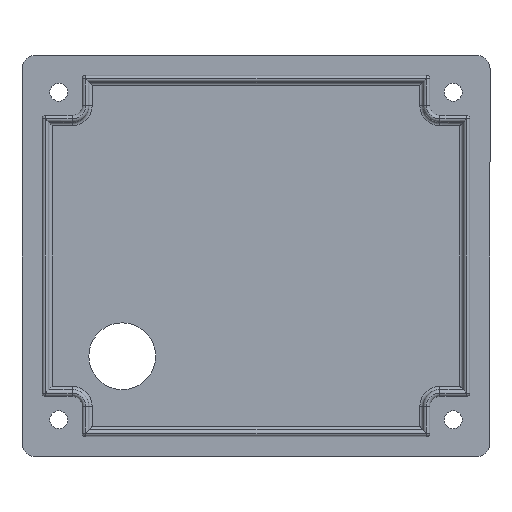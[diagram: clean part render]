
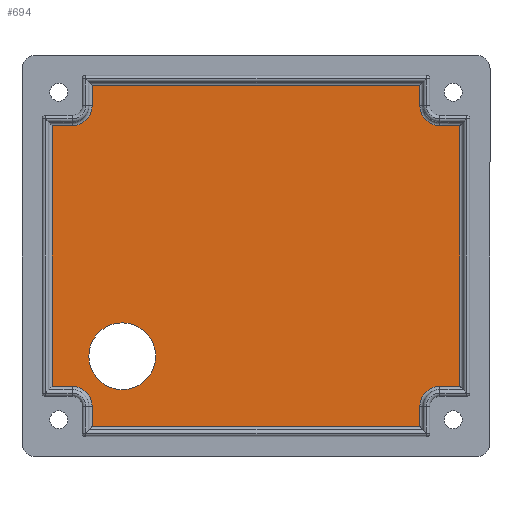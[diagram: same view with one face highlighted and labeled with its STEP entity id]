
A CAD part, front view. The second image highlights one B-rep face of the part: STEP entity #694.
In plain terms, the highlighted planar face has unit normal (0, -1, 0).
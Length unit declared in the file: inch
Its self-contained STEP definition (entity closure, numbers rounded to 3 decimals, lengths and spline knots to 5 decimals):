
#8 = DIRECTION ( 'NONE',  ( 1., 0., 0. ) ) ;
#11 = ORIENTED_EDGE ( 'NONE', *, *, #1738, .T. ) ;
#66 = CARTESIAN_POINT ( 'NONE',  ( 1.525, 0., -0.975 ) ) ;
#130 = ORIENTED_EDGE ( 'NONE', *, *, #3127, .T. ) ;
#131 = DIRECTION ( 'NONE',  ( 0., 0., 1. ) ) ;
#135 = CARTESIAN_POINT ( 'NONE',  ( -1., 0., -0.75 ) ) ;
#139 = CARTESIAN_POINT ( 'NONE',  ( -1.225, 0., -1.275 ) ) ;
#168 = EDGE_CURVE ( 'NONE', #2916, #1835, #1353, .T. ) ;
#255 = EDGE_CURVE ( 'NONE', #1615, #2995, #701, .T. ) ;
#261 = VECTOR ( 'NONE', #3162, 39.37008 ) ;
#321 = CIRCLE ( 'NONE', #497, 0.15 ) ;
#346 = VECTOR ( 'NONE', #1869, 39.37008 ) ;
#392 = LINE ( 'NONE', #1547, #3502 ) ;
#415 = DIRECTION ( 'NONE',  ( -1., 0., 0. ) ) ;
#416 = CARTESIAN_POINT ( 'NONE',  ( 1.225, 0., 1.275 ) ) ;
#422 = VERTEX_POINT ( 'NONE', #2278 ) ;
#439 = ORIENTED_EDGE ( 'NONE', *, *, #488, .T. ) ;
#485 = EDGE_CURVE ( 'NONE', #422, #1377, #2573, .T. ) ;
#488 = EDGE_CURVE ( 'NONE', #2995, #3479, #2227, .T. ) ;
#497 = AXIS2_PLACEMENT_3D ( 'NONE', #3246, #3002, #1007 ) ;
#502 = LINE ( 'NONE', #1343, #346 ) ;
#564 = AXIS2_PLACEMENT_3D ( 'NONE', #611, #927, #909 ) ;
#599 = DIRECTION ( 'NONE',  ( 0., 0., -1. ) ) ;
#611 = CARTESIAN_POINT ( 'NONE',  ( 1.375, 0., -1.125 ) ) ;
#634 = PLANE ( 'NONE',  #2753 ) ;
#646 = DIRECTION ( 'NONE',  ( 1., 0., 0. ) ) ;
#656 = DIRECTION ( 'NONE',  ( 0., -1., 0. ) ) ;
#662 = ORIENTED_EDGE ( 'NONE', *, *, #485, .T. ) ;
#691 = VERTEX_POINT ( 'NONE', #1728 ) ;
#694 = ADVANCED_FACE ( 'NONE', ( #1999, #2326 ), #634, .T. ) ;
#698 = CARTESIAN_POINT ( 'NONE',  ( -1.225, 0., -1.3 ) ) ;
#701 = LINE ( 'NONE', #2938, #1646 ) ;
#734 = DIRECTION ( 'NONE',  ( 0., 0., -1. ) ) ;
#777 = CARTESIAN_POINT ( 'NONE',  ( -1., 0., -1. ) ) ;
#791 = ORIENTED_EDGE ( 'NONE', *, *, #2428, .T. ) ;
#812 = CARTESIAN_POINT ( 'NONE',  ( 1.525, 0., 1. ) ) ;
#814 = EDGE_CURVE ( 'NONE', #1835, #2916, #2513, .T. ) ;
#847 = CARTESIAN_POINT ( 'NONE',  ( 1.25, 0., -1.275 ) ) ;
#869 = ORIENTED_EDGE ( 'NONE', *, *, #3426, .T. ) ;
#873 = CARTESIAN_POINT ( 'NONE',  ( 1.55, 0., -0.975 ) ) ;
#906 = CARTESIAN_POINT ( 'NONE',  ( -1.225, 0., -1.125 ) ) ;
#909 = DIRECTION ( 'NONE',  ( 0., 0., -1. ) ) ;
#927 = DIRECTION ( 'NONE',  ( 0., 1., 0. ) ) ;
#1006 = CARTESIAN_POINT ( 'NONE',  ( 1.375, 0., -0.975 ) ) ;
#1007 = DIRECTION ( 'NONE',  ( 0., 0., -1. ) ) ;
#1010 = DIRECTION ( 'NONE',  ( 0., -1., 0. ) ) ;
#1060 = VECTOR ( 'NONE', #1947, 39.37008 ) ;
#1132 = VERTEX_POINT ( 'NONE', #1006 ) ;
#1150 = LINE ( 'NONE', #873, #3515 ) ;
#1185 = ORIENTED_EDGE ( 'NONE', *, *, #814, .F. ) ;
#1188 = CARTESIAN_POINT ( 'NONE',  ( 1.375, 0., 1.125 ) ) ;
#1215 = VERTEX_POINT ( 'NONE', #139 ) ;
#1244 = LINE ( 'NONE', #698, #2563 ) ;
#1251 = CARTESIAN_POINT ( 'NONE',  ( -1., 0., -0.5 ) ) ;
#1252 = VECTOR ( 'NONE', #3400, 39.37008 ) ;
#1267 = VERTEX_POINT ( 'NONE', #1375 ) ;
#1331 = DIRECTION ( 'NONE',  ( 0., -1., 0. ) ) ;
#1343 = CARTESIAN_POINT ( 'NONE',  ( -1.525, 0., -1. ) ) ;
#1353 = CIRCLE ( 'NONE', #2578, 0.25 ) ;
#1361 = VERTEX_POINT ( 'NONE', #1917 ) ;
#1367 = VERTEX_POINT ( 'NONE', #3035 ) ;
#1375 = CARTESIAN_POINT ( 'NONE',  ( -1.525, 0., 0.975 ) ) ;
#1377 = VERTEX_POINT ( 'NONE', #1649 ) ;
#1405 = ORIENTED_EDGE ( 'NONE', *, *, #3210, .T. ) ;
#1421 = LINE ( 'NONE', #2545, #1453 ) ;
#1426 = LINE ( 'NONE', #2257, #1252 ) ;
#1428 = LINE ( 'NONE', #3387, #261 ) ;
#1452 = EDGE_CURVE ( 'NONE', #1132, #2725, #1150, .T. ) ;
#1453 = VECTOR ( 'NONE', #2529, 39.37008 ) ;
#1460 = VECTOR ( 'NONE', #1623, 39.37008 ) ;
#1547 = CARTESIAN_POINT ( 'NONE',  ( 1.225, 0., 1.3 ) ) ;
#1597 = DIRECTION ( 'NONE',  ( 0., 0., -1. ) ) ;
#1599 = DIRECTION ( 'NONE',  ( 0., 0., -1. ) ) ;
#1615 = VERTEX_POINT ( 'NONE', #3201 ) ;
#1623 = DIRECTION ( 'NONE',  ( 0., 0., 1. ) ) ;
#1646 = VECTOR ( 'NONE', #415, 39.37008 ) ;
#1649 = CARTESIAN_POINT ( 'NONE',  ( -1.375, 0., -0.975 ) ) ;
#1679 = CARTESIAN_POINT ( 'NONE',  ( 1.225, 0., -1.125 ) ) ;
#1720 = CARTESIAN_POINT ( 'NONE',  ( -1.225, 0., 1.275 ) ) ;
#1728 = CARTESIAN_POINT ( 'NONE',  ( 1.225, 0., -1.125 ) ) ;
#1738 = EDGE_CURVE ( 'NONE', #1215, #1367, #3641, .T. ) ;
#1757 = AXIS2_PLACEMENT_3D ( 'NONE', #2987, #1010, #1599 ) ;
#1816 = VECTOR ( 'NONE', #646, 39.37008 ) ;
#1835 = VERTEX_POINT ( 'NONE', #1251 ) ;
#1869 = DIRECTION ( 'NONE',  ( 0., 0., -1. ) ) ;
#1877 = ORIENTED_EDGE ( 'NONE', *, *, #3007, .T. ) ;
#1916 = ORIENTED_EDGE ( 'NONE', *, *, #168, .F. ) ;
#1917 = CARTESIAN_POINT ( 'NONE',  ( -1.225, 0., 1.125 ) ) ;
#1947 = DIRECTION ( 'NONE',  ( 1., 0., 0. ) ) ;
#1960 = EDGE_CURVE ( 'NONE', #1267, #422, #502, .T. ) ;
#1999 = FACE_BOUND ( 'NONE', #2440, .T. ) ;
#2081 = CARTESIAN_POINT ( 'NONE',  ( -1.375, 0., 0.975 ) ) ;
#2097 = DIRECTION ( 'NONE',  ( 0., 0., -1. ) ) ;
#2146 = CIRCLE ( 'NONE', #2617, 0.15 ) ;
#2158 = DIRECTION ( 'NONE',  ( 0., 1., 0. ) ) ;
#2183 = EDGE_CURVE ( 'NONE', #3612, #3123, #1421, .T. ) ;
#2190 = LINE ( 'NONE', #1679, #2380 ) ;
#2206 = CARTESIAN_POINT ( 'NONE',  ( 1.375, 0., 0.975 ) ) ;
#2227 = CIRCLE ( 'NONE', #3110, 0.15 ) ;
#2257 = CARTESIAN_POINT ( 'NONE',  ( -1.55, 0., 0.975 ) ) ;
#2278 = CARTESIAN_POINT ( 'NONE',  ( -1.525, 0., -0.975 ) ) ;
#2299 = DIRECTION ( 'NONE',  ( 0., 0., -1. ) ) ;
#2326 = FACE_OUTER_BOUND ( 'NONE', #3523, .T. ) ;
#2338 = EDGE_CURVE ( 'NONE', #1377, #3136, #2146, .T. ) ;
#2380 = VECTOR ( 'NONE', #3316, 39.37008 ) ;
#2428 = EDGE_CURVE ( 'NONE', #1361, #3634, #321, .T. ) ;
#2440 = EDGE_LOOP ( 'NONE', ( #1185, #1916 ) ) ;
#2513 = CIRCLE ( 'NONE', #1757, 0.25 ) ;
#2529 = DIRECTION ( 'NONE',  ( -1., 0., 0. ) ) ;
#2545 = CARTESIAN_POINT ( 'NONE',  ( -1.25, 0., 1.275 ) ) ;
#2548 = ORIENTED_EDGE ( 'NONE', *, *, #2338, .T. ) ;
#2563 = VECTOR ( 'NONE', #734, 39.37008 ) ;
#2573 = LINE ( 'NONE', #3163, #1816 ) ;
#2578 = AXIS2_PLACEMENT_3D ( 'NONE', #135, #1331, #2097 ) ;
#2617 = AXIS2_PLACEMENT_3D ( 'NONE', #3228, #2158, #1597 ) ;
#2644 = EDGE_CURVE ( 'NONE', #691, #1132, #2966, .T. ) ;
#2666 = ORIENTED_EDGE ( 'NONE', *, *, #2183, .T. ) ;
#2725 = VERTEX_POINT ( 'NONE', #66 ) ;
#2753 = AXIS2_PLACEMENT_3D ( 'NONE', #3486, #656, #599 ) ;
#2754 = ORIENTED_EDGE ( 'NONE', *, *, #255, .T. ) ;
#2885 = EDGE_CURVE ( 'NONE', #3136, #1215, #1244, .T. ) ;
#2903 = EDGE_CURVE ( 'NONE', #1367, #691, #2190, .T. ) ;
#2916 = VERTEX_POINT ( 'NONE', #777 ) ;
#2938 = CARTESIAN_POINT ( 'NONE',  ( 1.375, 0., 0.975 ) ) ;
#2966 = CIRCLE ( 'NONE', #564, 0.15 ) ;
#2987 = CARTESIAN_POINT ( 'NONE',  ( -1., 0., -0.75 ) ) ;
#2995 = VERTEX_POINT ( 'NONE', #2206 ) ;
#3002 = DIRECTION ( 'NONE',  ( 0., 1., 0. ) ) ;
#3007 = EDGE_CURVE ( 'NONE', #2725, #1615, #3333, .T. ) ;
#3035 = CARTESIAN_POINT ( 'NONE',  ( 1.225, 0., -1.275 ) ) ;
#3110 = AXIS2_PLACEMENT_3D ( 'NONE', #1188, #3143, #2299 ) ;
#3123 = VERTEX_POINT ( 'NONE', #1720 ) ;
#3127 = EDGE_CURVE ( 'NONE', #3123, #1361, #1428, .T. ) ;
#3136 = VERTEX_POINT ( 'NONE', #906 ) ;
#3143 = DIRECTION ( 'NONE',  ( 0., 1., 0. ) ) ;
#3162 = DIRECTION ( 'NONE',  ( 0., 0., -1. ) ) ;
#3163 = CARTESIAN_POINT ( 'NONE',  ( -1.375, 0., -0.975 ) ) ;
#3201 = CARTESIAN_POINT ( 'NONE',  ( 1.525, 0., 0.975 ) ) ;
#3210 = EDGE_CURVE ( 'NONE', #3479, #3612, #392, .T. ) ;
#3228 = CARTESIAN_POINT ( 'NONE',  ( -1.375, 0., -1.125 ) ) ;
#3246 = CARTESIAN_POINT ( 'NONE',  ( -1.375, 0., 1.125 ) ) ;
#3293 = ORIENTED_EDGE ( 'NONE', *, *, #1960, .T. ) ;
#3316 = DIRECTION ( 'NONE',  ( 0., 0., 1. ) ) ;
#3333 = LINE ( 'NONE', #812, #1460 ) ;
#3372 = ORIENTED_EDGE ( 'NONE', *, *, #1452, .T. ) ;
#3387 = CARTESIAN_POINT ( 'NONE',  ( -1.225, 0., 1.125 ) ) ;
#3400 = DIRECTION ( 'NONE',  ( -1., 0., 0. ) ) ;
#3426 = EDGE_CURVE ( 'NONE', #3634, #1267, #1426, .T. ) ;
#3434 = ORIENTED_EDGE ( 'NONE', *, *, #2903, .T. ) ;
#3436 = CARTESIAN_POINT ( 'NONE',  ( 1.225, 0., 1.125 ) ) ;
#3461 = ORIENTED_EDGE ( 'NONE', *, *, #2885, .T. ) ;
#3479 = VERTEX_POINT ( 'NONE', #3436 ) ;
#3486 = CARTESIAN_POINT ( 'NONE',  ( 0., 0., 0. ) ) ;
#3502 = VECTOR ( 'NONE', #131, 39.37008 ) ;
#3515 = VECTOR ( 'NONE', #8, 39.37008 ) ;
#3523 = EDGE_LOOP ( 'NONE', ( #130, #791, #869, #3293, #662, #2548, #3461, #11, #3434, #3558, #3372, #1877, #2754, #439, #1405, #2666 ) ) ;
#3558 = ORIENTED_EDGE ( 'NONE', *, *, #2644, .T. ) ;
#3612 = VERTEX_POINT ( 'NONE', #416 ) ;
#3634 = VERTEX_POINT ( 'NONE', #2081 ) ;
#3641 = LINE ( 'NONE', #847, #1060 ) ;
